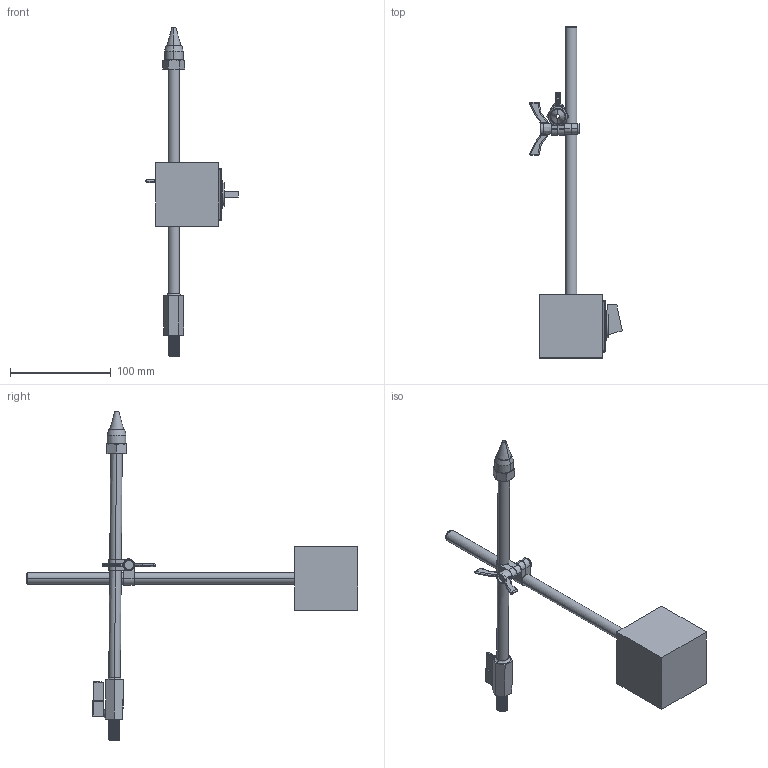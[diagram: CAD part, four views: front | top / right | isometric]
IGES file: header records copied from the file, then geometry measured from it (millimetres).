
Start section: SolidWorks IGES file using analytic representation for surfaces
Global section: file name: flexmount system+ (47004)nozzle.IGS; native system: SolidWorks 2020; preprocessor: SolidWorks 2020; author: andres; date: 230215.163524; units: inch
Bounding box: 91.66 x 329.08 x 326.02 mm (x, y, z)
Surface area: 71568.5 mm2 (no closed solid volume)
Topology: 0 solids, 0 shells, 380 faces, 6186 edges, 6167 vertices
Faces by surface type: revolution 246, bspline 134
